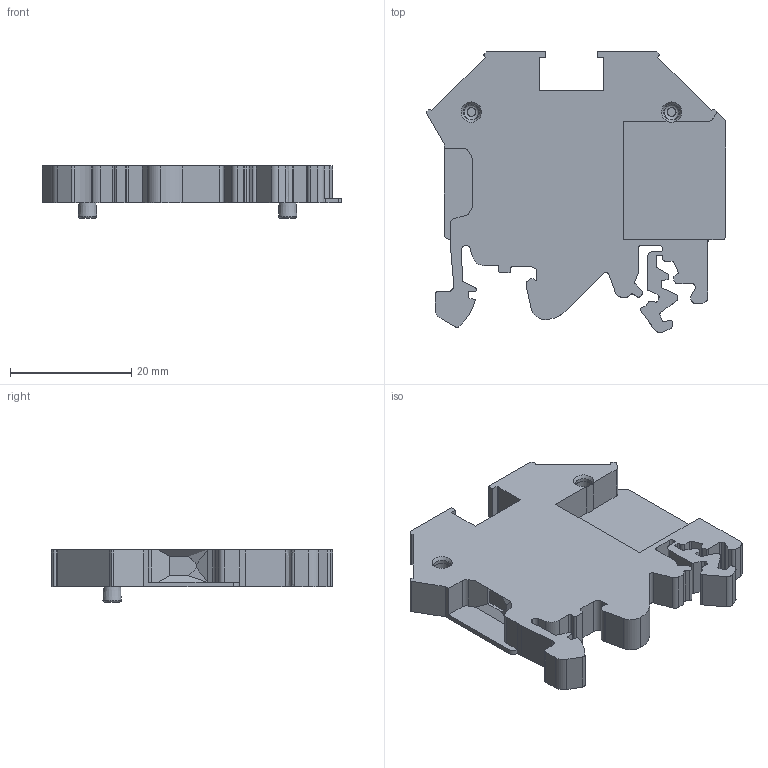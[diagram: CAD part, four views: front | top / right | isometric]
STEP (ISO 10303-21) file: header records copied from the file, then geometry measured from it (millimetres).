
FILE_DESCRIPTION(('FreeCAD Model'),'2;1');
FILE_NAME('1019_SF_2,5-4.stp','2018-08-31T14:42:27',('Author'),(''), 'Open CASCADE STEP processor 7.2','FreeCAD','Unknown');
FILE_SCHEMA(('AUTOMOTIVE_DESIGN { 1 0 10303 214 1 1 1 1 }'));
Length unit declared in the file: millimetre
Products named in the file (1): 1019_SF_2,5-4
Bounding box: 49.33 x 46.35 x 8.6 mm (x, y, z)
Volume: 7821.7 mm3; surface area: 5414.6 mm2
Topology: 1 solids, 1 shells, 225 faces, 632 edges, 414 vertices
Faces by surface type: plane 127, cylinder 79, cone 8, torus 6, extrusion 3, sphere 2
Full cylindrical faces by diameter (mm): 2.36 x2, 2.74 x2, 2.94 x2, 4.3 x1
Entity records: 16013 total; most frequent: CARTESIAN_POINT 3283, DIRECTION 2435, VECTOR 1509, LINE 1506, ORIENTED_EDGE 1260, PCURVE 1260, DEFINITIONAL_REPRESENTATION 1260, EDGE_CURVE 630
